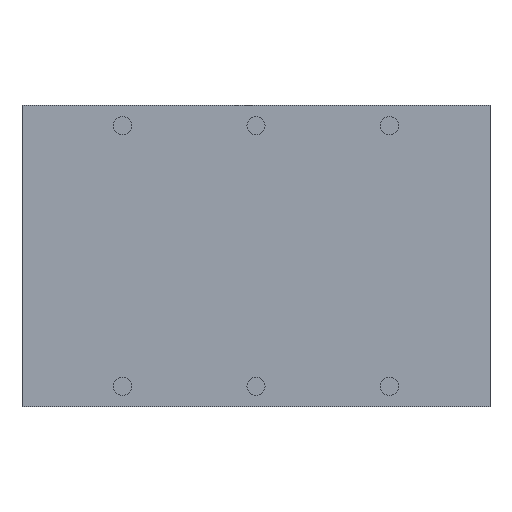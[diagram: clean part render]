
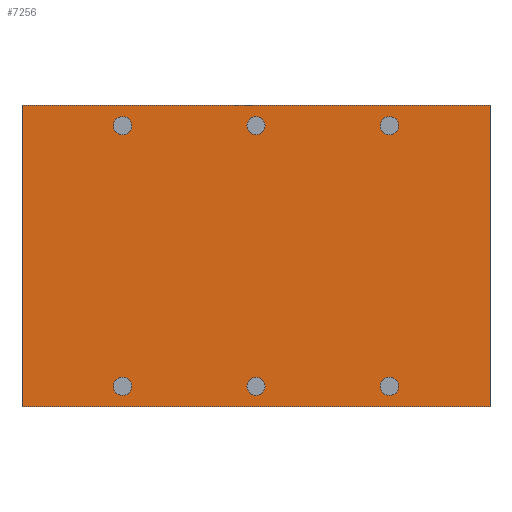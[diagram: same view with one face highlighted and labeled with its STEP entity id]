
A CAD part, front view. The second image highlights one B-rep face of the part: STEP entity #7256.
In plain terms, the highlighted planar face has unit normal (0, -1, 0).
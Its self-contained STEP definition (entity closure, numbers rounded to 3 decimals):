
#990 = CARTESIAN_POINT ( 'NONE',  ( -32.476, -4.826, -3.67 ) ) ;
#992 = VERTEX_POINT ( 'NONE', #990 ) ;
#993 = CARTESIAN_POINT ( 'NONE',  ( -15.966, -4.826, -3.67 ) ) ;
#994 = VERTEX_POINT ( 'NONE', #993 ) ;
#995 = CARTESIAN_POINT ( 'NONE',  ( 0.544, -4.826, -35.928 ) ) ;
#997 = VERTEX_POINT ( 'NONE', #995 ) ;
#998 = CARTESIAN_POINT ( 'NONE',  ( -32.476, -4.826, -35.928 ) ) ;
#999 = VERTEX_POINT ( 'NONE', #998 ) ;
#1000 = CARTESIAN_POINT ( 'NONE',  ( -15.966, -4.826, -35.928 ) ) ;
#1001 = CARTESIAN_POINT ( 'NONE',  ( 0.544, -4.826, -3.67 ) ) ;
#1005 = VERTEX_POINT ( 'NONE', #1000 ) ;
#1009 = VERTEX_POINT ( 'NONE', #1001 ) ;
#2651 = DIRECTION ( 'NONE',  ( -1., 0., 0. ) ) ;
#2652 = CARTESIAN_POINT ( 'NONE',  ( 12.99, -4.826, 0. ) ) ;
#2655 = DIRECTION ( 'NONE',  ( -1., 0., 0. ) ) ;
#2656 = CARTESIAN_POINT ( 'NONE',  ( 12.99, -4.826, -37.338 ) ) ;
#2657 = DIRECTION ( 'NONE',  ( 0., 0., -1. ) ) ;
#2658 = DIRECTION ( 'NONE',  ( 0., -1., 0. ) ) ;
#2660 = DIRECTION ( 'NONE',  ( 0., 0., -1. ) ) ;
#2661 = DIRECTION ( 'NONE',  ( 0., -1., 0. ) ) ;
#2664 = CARTESIAN_POINT ( 'NONE',  ( -32.476, -4.826, -2.54 ) ) ;
#2665 = DIRECTION ( 'NONE',  ( 0., 0., -1. ) ) ;
#2666 = DIRECTION ( 'NONE',  ( 0., -1., 0. ) ) ;
#2667 = DIRECTION ( 'NONE',  ( 0., 0., -1. ) ) ;
#2668 = CARTESIAN_POINT ( 'NONE',  ( 12.99, -4.826, 0. ) ) ;
#2669 = CARTESIAN_POINT ( 'NONE',  ( -15.966, -4.826, -2.54 ) ) ;
#2670 = DIRECTION ( 'NONE',  ( 0., 0., -1. ) ) ;
#2671 = DIRECTION ( 'NONE',  ( 0., -1., 0. ) ) ;
#2674 = DIRECTION ( 'NONE',  ( 0., 0., -1. ) ) ;
#2675 = CARTESIAN_POINT ( 'NONE',  ( -44.922, -4.826, 0. ) ) ;
#2676 = CARTESIAN_POINT ( 'NONE',  ( 0.544, -4.826, -34.798 ) ) ;
#2677 = DIRECTION ( 'NONE',  ( 0., 0., -1. ) ) ;
#2678 = DIRECTION ( 'NONE',  ( 0., -1., 0. ) ) ;
#2684 = DIRECTION ( 'NONE',  ( 0., 0., -1. ) ) ;
#2685 = DIRECTION ( 'NONE',  ( 0., -1., 0. ) ) ;
#2686 = CARTESIAN_POINT ( 'NONE',  ( -15.966, -4.826, -34.798 ) ) ;
#2687 = CARTESIAN_POINT ( 'NONE',  ( 0.544, -4.826, -2.54 ) ) ;
#2692 = CARTESIAN_POINT ( 'NONE',  ( -32.476, -4.826, -34.798 ) ) ;
#3882 = DIRECTION ( 'NONE',  ( 0., 0., -1. ) ) ;
#3883 = DIRECTION ( 'NONE',  ( 0., -1., 0. ) ) ;
#3885 = PLANE ( 'NONE',  #8505 ) ;
#3886 = CARTESIAN_POINT ( 'NONE',  ( 12.99, -4.826, 0. ) ) ;
#4393 = VERTEX_POINT ( 'NONE', #4973 ) ;
#4394 = VERTEX_POINT ( 'NONE', #4970 ) ;
#4395 = VERTEX_POINT ( 'NONE', #4972 ) ;
#4396 = VERTEX_POINT ( 'NONE', #4976 ) ;
#4970 = CARTESIAN_POINT ( 'NONE',  ( 12.99, -4.826, -37.338 ) ) ;
#4972 = CARTESIAN_POINT ( 'NONE',  ( -44.922, -4.826, 0. ) ) ;
#4973 = CARTESIAN_POINT ( 'NONE',  ( 12.99, -4.826, 0. ) ) ;
#4976 = CARTESIAN_POINT ( 'NONE',  ( -44.922, -4.826, -37.338 ) ) ;
#5519 = EDGE_LOOP ( 'NONE', ( #9804 ) ) ;
#5581 = AXIS2_PLACEMENT_3D ( 'NONE', #2692, #2671, #2670 ) ;
#5583 = AXIS2_PLACEMENT_3D ( 'NONE', #2676, #2666, #2665 ) ;
#5585 = AXIS2_PLACEMENT_3D ( 'NONE', #2669, #2661, #2660 ) ;
#5587 = AXIS2_PLACEMENT_3D ( 'NONE', #2664, #2658, #2657 ) ;
#7256 = ADVANCED_FACE ( 'NONE', ( #10509, #10513, #10515, #10517, #10508, #10511, #10514 ), #3885, .T. ) ;
#7761 = EDGE_CURVE ( 'NONE', #1009, #1009, #11020, .T. ) ;
#7764 = EDGE_CURVE ( 'NONE', #1005, #1005, #11026, .T. ) ;
#7765 = EDGE_CURVE ( 'NONE', #4395, #4396, #11023, .T. ) ;
#7767 = EDGE_CURVE ( 'NONE', #999, #999, #11031, .T. ) ;
#7768 = EDGE_CURVE ( 'NONE', #4393, #4394, #11022, .T. ) ;
#7769 = EDGE_CURVE ( 'NONE', #997, #997, #11034, .T. ) ;
#7771 = EDGE_CURVE ( 'NONE', #994, #994, #11036, .T. ) ;
#7772 = EDGE_CURVE ( 'NONE', #992, #992, #11038, .T. ) ;
#7773 = EDGE_CURVE ( 'NONE', #4394, #4396, #11021, .T. ) ;
#7774 = EDGE_CURVE ( 'NONE', #4393, #4395, #11035, .T. ) ;
#8505 = AXIS2_PLACEMENT_3D ( 'NONE', #3886, #3883, #3882 ) ;
#9804 = ORIENTED_EDGE ( 'NONE', *, *, #7769, .F. ) ;
#9805 = ORIENTED_EDGE ( 'NONE', *, *, #7761, .F. ) ;
#9806 = ORIENTED_EDGE ( 'NONE', *, *, #7767, .F. ) ;
#9807 = ORIENTED_EDGE ( 'NONE', *, *, #7764, .F. ) ;
#9808 = ORIENTED_EDGE ( 'NONE', *, *, #7771, .F. ) ;
#9809 = ORIENTED_EDGE ( 'NONE', *, *, #7772, .F. ) ;
#9810 = ORIENTED_EDGE ( 'NONE', *, *, #7773, .F. ) ;
#9811 = ORIENTED_EDGE ( 'NONE', *, *, #7768, .F. ) ;
#9812 = ORIENTED_EDGE ( 'NONE', *, *, #7774, .T. ) ;
#9813 = ORIENTED_EDGE ( 'NONE', *, *, #7765, .T. ) ;
#10508 = FACE_BOUND ( 'NONE', #12033, .T. ) ;
#10509 = FACE_BOUND ( 'NONE', #5519, .T. ) ;
#10511 = FACE_BOUND ( 'NONE', #12032, .T. ) ;
#10513 = FACE_BOUND ( 'NONE', #12035, .T. ) ;
#10514 = FACE_OUTER_BOUND ( 'NONE', #12022, .T. ) ;
#10515 = FACE_BOUND ( 'NONE', #12038, .T. ) ;
#10517 = FACE_BOUND ( 'NONE', #12031, .T. ) ;
#11020 = CIRCLE ( 'NONE', #11305, 1.13 ) ;
#11021 = LINE ( 'NONE', #2656, #11037 ) ;
#11022 = LINE ( 'NONE', #2668, #11030 ) ;
#11023 = LINE ( 'NONE', #2675, #11025 ) ;
#11025 = VECTOR ( 'NONE', #2674, 1000. ) ;
#11026 = CIRCLE ( 'NONE', #11306, 1.13 ) ;
#11030 = VECTOR ( 'NONE', #2667, 1000. ) ;
#11031 = CIRCLE ( 'NONE', #5581, 1.13 ) ;
#11034 = CIRCLE ( 'NONE', #5583, 1.13 ) ;
#11035 = LINE ( 'NONE', #2652, #11040 ) ;
#11036 = CIRCLE ( 'NONE', #5585, 1.13 ) ;
#11037 = VECTOR ( 'NONE', #2655, 1000. ) ;
#11038 = CIRCLE ( 'NONE', #5587, 1.13 ) ;
#11040 = VECTOR ( 'NONE', #2651, 1000. ) ;
#11305 = AXIS2_PLACEMENT_3D ( 'NONE', #2687, #2685, #2684 ) ;
#11306 = AXIS2_PLACEMENT_3D ( 'NONE', #2686, #2678, #2677 ) ;
#12022 = EDGE_LOOP ( 'NONE', ( #9810, #9811, #9812, #9813 ) ) ;
#12031 = EDGE_LOOP ( 'NONE', ( #9807 ) ) ;
#12032 = EDGE_LOOP ( 'NONE', ( #9809 ) ) ;
#12033 = EDGE_LOOP ( 'NONE', ( #9808 ) ) ;
#12035 = EDGE_LOOP ( 'NONE', ( #9805 ) ) ;
#12038 = EDGE_LOOP ( 'NONE', ( #9806 ) ) ;
